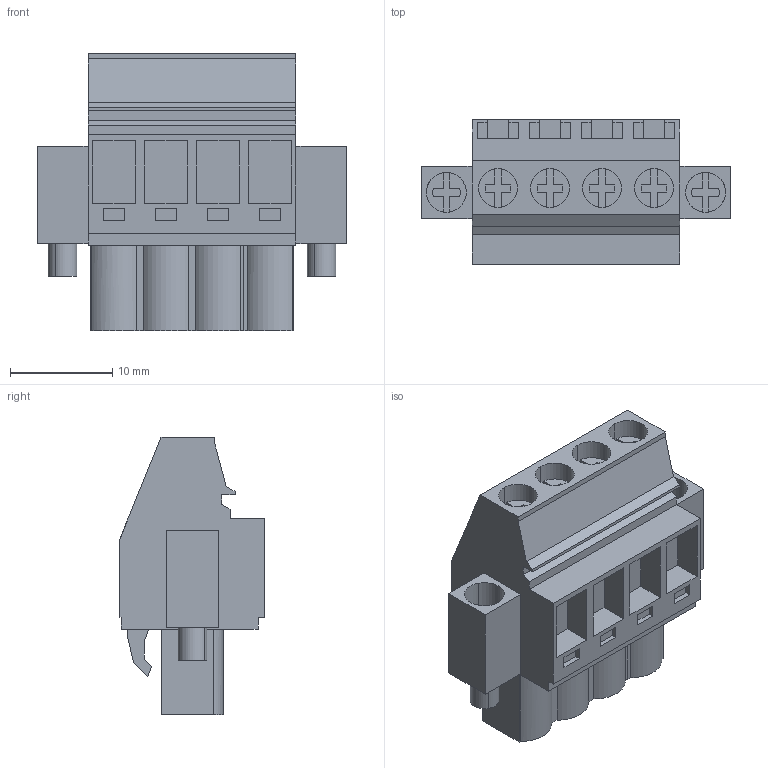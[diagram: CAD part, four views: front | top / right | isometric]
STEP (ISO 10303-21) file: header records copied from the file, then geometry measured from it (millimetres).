
FILE_DESCRIPTION(('CATIA V5 STEP','CAx-IF Rec.Pracs.--- Model Styling and Organization---1.2---2011-12-15'),'2;1');
FILE_NAME ('D1460184_0_1950570000_1950570000.stp','2017-09-09T08:03:11+00:00',('none'),('Weidmueller'),'CATIA Version 5-6 Release 2014','CATIA V5 STEP AP214','none');
FILE_SCHEMA(('AUTOMOTIVE_DESIGN { 1 0 10303 214 1 1 1 1 }'));
Length unit declared in the file: millimetre
Products named in the file (1): 1950570000
Bounding box: 30.12 x 14.1 x 27.1 mm (x, y, z)
Volume: 5044.3 mm3; surface area: 3804.4 mm2
Topology: 7 solids, 7 shells, 346 faces, 940 edges, 631 vertices
Faces by surface type: plane 290, cylinder 54, extrusion 2
Entity records: 10231 total; most frequent: ORIENTED_EDGE 1880, CARTESIAN_POINT 1841, DIRECTION 1424, EDGE_CURVE 940, VECTOR 806, LINE 804, VERTEX_POINT 631, AXIS2_PLACEMENT_3D 376
